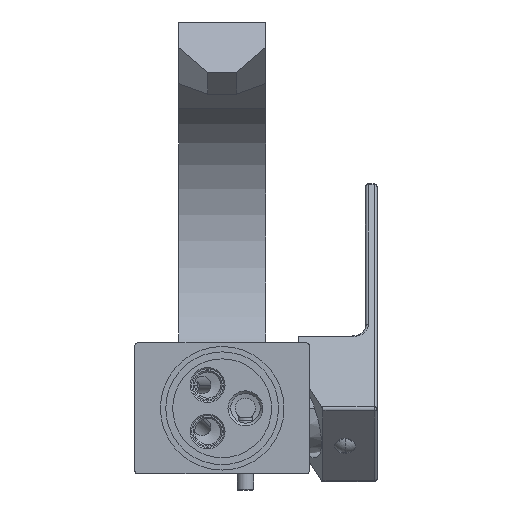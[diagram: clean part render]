
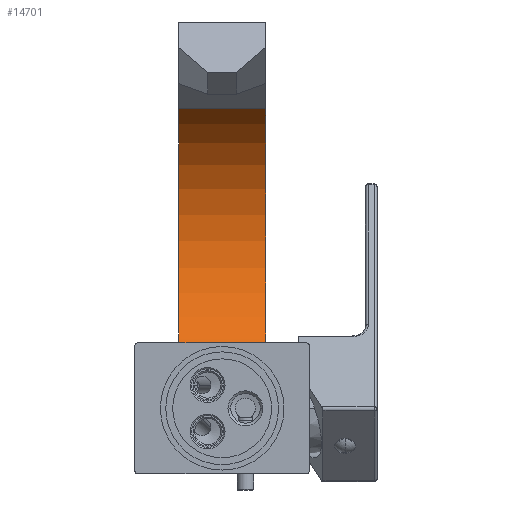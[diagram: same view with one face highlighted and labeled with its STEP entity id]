
A CAD part, front view. The second image highlights one B-rep face of the part: STEP entity #14701.
In plain terms, the highlighted cylindrical face has radius 52.491 mm (diameter 104.982 mm), a partial arc.
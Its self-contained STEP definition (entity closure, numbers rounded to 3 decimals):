
#5071=CARTESIAN_POINT('',(15.,222.709,57.491));
#5072=DIRECTION('',(1.,0.,0.));
#5073=DIRECTION('',(0.,0.,-1.));
#5074=AXIS2_PLACEMENT_3D('',#5071,#5072,#5073);
#5174=DIRECTION('',(1.,0.,0.));
#5175=VECTOR('',#5174,30.);
#5176=CARTESIAN_POINT('',(-15.,248.954,102.95));
#5177=LINE('',#5176,#5175);
#5182=DIRECTION('',(1.,0.,0.));
#5183=VECTOR('',#5182,30.);
#5184=CARTESIAN_POINT('',(-15.,222.709,5.));
#5185=LINE('',#5184,#5183);
#5186=CARTESIAN_POINT('',(-15.,222.709,57.491));
#5187=DIRECTION('',(1.,0.,0.));
#5188=DIRECTION('',(0.,0.,-1.));
#5189=AXIS2_PLACEMENT_3D('',#5186,#5187,#5188);
#5812=CARTESIAN_POINT('',(-15.,222.709,5.));
#5813=CARTESIAN_POINT('',(15.,222.709,5.));
#5814=VERTEX_POINT('',#5812);
#5815=VERTEX_POINT('',#5813);
#5820=CARTESIAN_POINT('',(-15.,248.954,102.95));
#5821=CARTESIAN_POINT('',(15.,248.954,102.95));
#5822=VERTEX_POINT('',#5820);
#5823=VERTEX_POINT('',#5821);
#14690=CARTESIAN_POINT('',(-1.,222.709,57.491));
#14691=DIRECTION('',(1.,0.,0.));
#14692=DIRECTION('',(0.,0.,1.));
#14693=AXIS2_PLACEMENT_3D('',#14690,#14691,#14692);
#14694=CYLINDRICAL_SURFACE('',#14693,52.491);
#14695=ORIENTED_EDGE('',*,*,#14520,.F.);
#14696=ORIENTED_EDGE('',*,*,#14550,.T.);
#14697=ORIENTED_EDGE('',*,*,#14677,.T.);
#14698=ORIENTED_EDGE('',*,*,#14489,.F.);
#14699=EDGE_LOOP('',(#14695,#14696,#14697,#14698));
#14700=FACE_OUTER_BOUND('',#14699,.F.);
#14701=ADVANCED_FACE('',(#14700),#14694,.F.);
#5075=CIRCLE('',#5074,52.491);
#5190=CIRCLE('',#5189,52.491);
#14489=EDGE_CURVE('',#5815,#5823,#5075,.T.);
#14520=EDGE_CURVE('',#5814,#5815,#5185,.T.);
#14550=EDGE_CURVE('',#5814,#5822,#5190,.T.);
#14677=EDGE_CURVE('',#5822,#5823,#5177,.T.);
